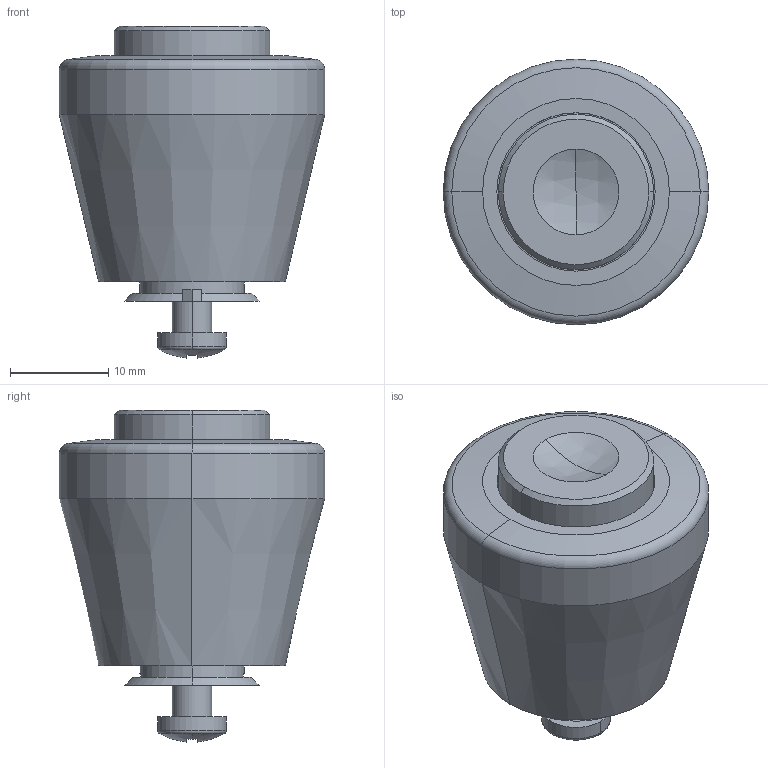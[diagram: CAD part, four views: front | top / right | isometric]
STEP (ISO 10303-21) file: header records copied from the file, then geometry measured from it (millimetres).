
FILE_DESCRIPTION (( 'STEP AP203' ), '1' );
FILE_NAME ('A-64N.STEP', '2017-03-13T08:00:15', ( '' ), ( '' ), 'SwSTEP 2.0', 'SolidWorks 2014', '' );
FILE_SCHEMA (( 'CONFIG_CONTROL_DESIGN' ));
Length unit declared in the file: millimetre
Products named in the file (7): 廫帤寠晅側傋偹偠M4_M4亊6; A-64N_ツマミボデー; A-64N_押しボタン取付けネジ; A-64N; A-64N_押しボタン; A-64N_六角ロックピン; A-64N_押しボタンガイド
Assembly tree (6 placements, depth 2):
  A-64N
    A-64N_ツマミボデー
    A-64N_押しボタン
    A-64N_押しボタンガイド
    A-64N_押しボタン取付けネジ
    A-64N_六角ロックピン
    廫帤寠晅側傋偹偠M4_M4亊6
Bounding box: 27 x 27 x 33.76 mm (x, y, z)
Volume: 8137.8 mm3; surface area: 7472.5 mm2
Topology: 6 solids, 6 shells, 116 faces, 267 edges, 171 vertices
Faces by surface type: plane 48, cylinder 36, cone 22, sphere 6, torus 4
Entity records: 4129 total; most frequent: CARTESIAN_POINT 657, DIRECTION 638, ORIENTED_EDGE 530, EDGE_CURVE 265, AXIS2_PLACEMENT_3D 264, VERTEX_POINT 171, CIRCLE 139, EDGE_LOOP 132
